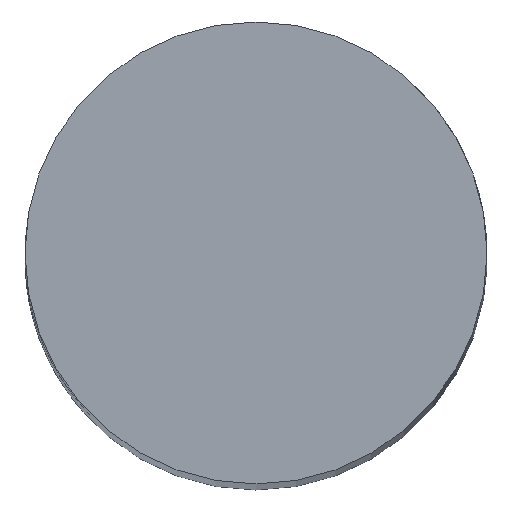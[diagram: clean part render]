
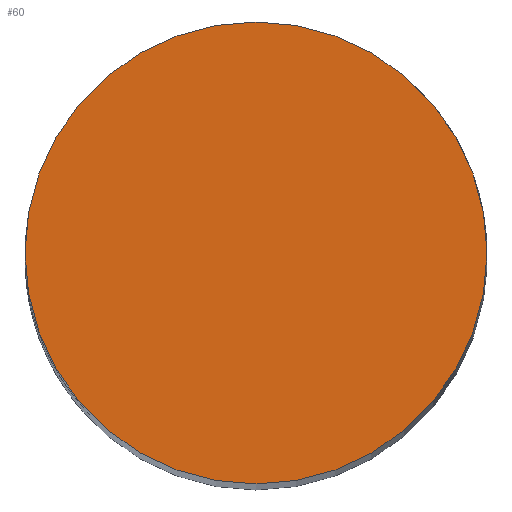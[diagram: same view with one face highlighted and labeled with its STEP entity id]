
A CAD part, top view. The second image highlights one B-rep face of the part: STEP entity #60.
In plain terms, the highlighted planar face has unit normal (0, 0, 1).
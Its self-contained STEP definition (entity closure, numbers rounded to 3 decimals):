
#60 = ADVANCED_FACE ( 'NONE', ( #194 ), #91, .T. ) ;
#70 = ORIENTED_EDGE ( 'NONE', *, *, #677, .T. ) ;
#85 = DIRECTION ( 'NONE',  ( 0., 0., 1. ) ) ;
#91 = PLANE ( 'NONE',  #211 ) ;
#128 = EDGE_LOOP ( 'NONE', ( #70, #132 ) ) ;
#132 = ORIENTED_EDGE ( 'NONE', *, *, #618, .T. ) ;
#137 = CARTESIAN_POINT ( 'NONE',  ( -10., 0., 150. ) ) ;
#178 = CIRCLE ( 'NONE', #317, 10. ) ;
#194 = FACE_OUTER_BOUND ( 'NONE', #128, .T. ) ;
#211 = AXIS2_PLACEMENT_3D ( 'NONE', #356, #301, #557 ) ;
#247 = DIRECTION ( 'NONE',  ( 1., 0., 0. ) ) ;
#301 = DIRECTION ( 'NONE',  ( 0., 0., 1. ) ) ;
#317 = AXIS2_PLACEMENT_3D ( 'NONE', #656, #503, #359 ) ;
#337 = VERTEX_POINT ( 'NONE', #464 ) ;
#356 = CARTESIAN_POINT ( 'NONE',  ( 0., 0., 150. ) ) ;
#359 = DIRECTION ( 'NONE',  ( 1., 0., 0. ) ) ;
#376 = AXIS2_PLACEMENT_3D ( 'NONE', #552, #85, #247 ) ;
#399 = CIRCLE ( 'NONE', #376, 10. ) ;
#464 = CARTESIAN_POINT ( 'NONE',  ( 10., 0., 150. ) ) ;
#503 = DIRECTION ( 'NONE',  ( 0., 0., 1. ) ) ;
#552 = CARTESIAN_POINT ( 'NONE',  ( 0., 0., 150. ) ) ;
#557 = DIRECTION ( 'NONE',  ( 1., 0., 0. ) ) ;
#618 = EDGE_CURVE ( 'NONE', #337, #627, #399, .T. ) ;
#627 = VERTEX_POINT ( 'NONE', #137 ) ;
#656 = CARTESIAN_POINT ( 'NONE',  ( 0., 0., 150. ) ) ;
#677 = EDGE_CURVE ( 'NONE', #627, #337, #178, .T. ) ;
